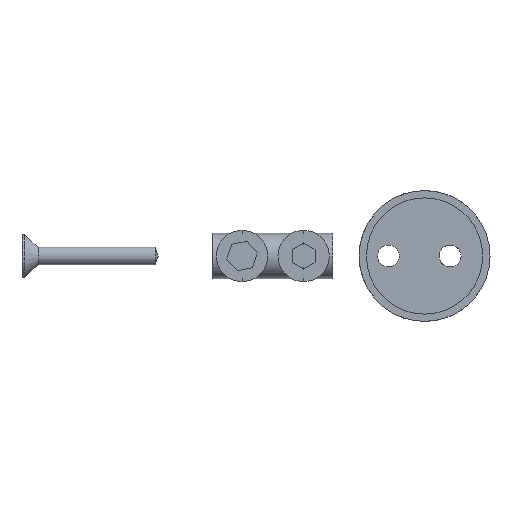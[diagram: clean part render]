
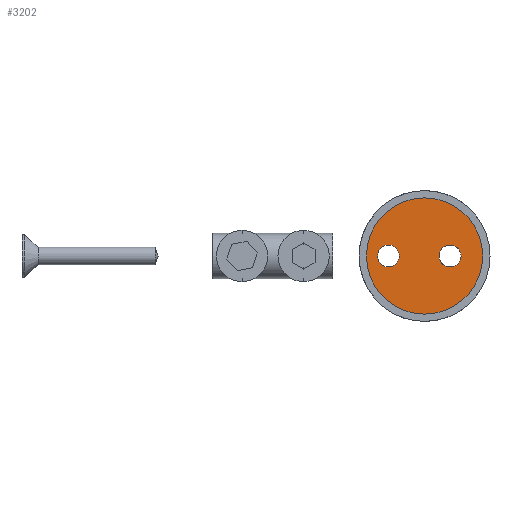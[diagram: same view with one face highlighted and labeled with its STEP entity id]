
A CAD part, front view. The second image highlights one B-rep face of the part: STEP entity #3202.
In plain terms, the highlighted planar face has unit normal (0, -1, 0).
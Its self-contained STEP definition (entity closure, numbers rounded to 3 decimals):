
#58 = EDGE_CURVE ( 'NONE', #13478, #2675, #1006, .T. ) ;
#425 = CIRCLE ( 'NONE', #6553, 3. ) ;
#449 = FACE_OUTER_BOUND ( 'NONE', #6367, .T. ) ;
#485 = CARTESIAN_POINT ( 'NONE',  ( -15.85, 7.524, 0. ) ) ;
#1006 = CIRCLE ( 'NONE', #7359, 3. ) ;
#1118 = CIRCLE ( 'NONE', #10165, 3. ) ;
#1134 = EDGE_CURVE ( 'NONE', #5907, #11687, #2989, .T. ) ;
#1284 = VERTEX_POINT ( 'NONE', #8061 ) ;
#1336 = VERTEX_POINT ( 'NONE', #1882 ) ;
#1515 = DIRECTION ( 'NONE',  ( 0., 1., 0. ) ) ;
#1882 = CARTESIAN_POINT ( 'NONE',  ( 9.95, 7.524, 0. ) ) ;
#1995 = EDGE_LOOP ( 'NONE', ( #8418, #5351 ) ) ;
#2419 = EDGE_CURVE ( 'NONE', #1336, #1284, #12811, .T. ) ;
#2589 = CARTESIAN_POINT ( 'NONE',  ( 0., 7.524, 0. ) ) ;
#2675 = VERTEX_POINT ( 'NONE', #7593 ) ;
#2781 = DIRECTION ( 'NONE',  ( 0., 1., 0. ) ) ;
#2893 = ORIENTED_EDGE ( 'NONE', *, *, #2419, .T. ) ;
#2989 = CIRCLE ( 'NONE', #4795, 15.85 ) ;
#3202 = ADVANCED_FACE ( 'NONE', ( #8264, #9395, #449 ), #12573, .F. ) ;
#3440 = DIRECTION ( 'NONE',  ( -1., 0., 0. ) ) ;
#3532 = CARTESIAN_POINT ( 'NONE',  ( -9.85, 7.524, 0. ) ) ;
#3696 = CARTESIAN_POINT ( 'NONE',  ( 6.95, 7.524, 0. ) ) ;
#4795 = AXIS2_PLACEMENT_3D ( 'NONE', #9762, #9896, #5506 ) ;
#4805 = DIRECTION ( 'NONE',  ( -1., 0., 0. ) ) ;
#5285 = CARTESIAN_POINT ( 'NONE',  ( -12.85, 7.524, 0. ) ) ;
#5351 = ORIENTED_EDGE ( 'NONE', *, *, #58, .T. ) ;
#5506 = DIRECTION ( 'NONE',  ( -1., 0., 0. ) ) ;
#5896 = CIRCLE ( 'NONE', #12681, 15.85 ) ;
#5907 = VERTEX_POINT ( 'NONE', #8828 ) ;
#5957 = EDGE_CURVE ( 'NONE', #1284, #1336, #425, .T. ) ;
#6029 = AXIS2_PLACEMENT_3D ( 'NONE', #2589, #1515, #10306 ) ;
#6041 = CARTESIAN_POINT ( 'NONE',  ( 6.95, 7.524, 0. ) ) ;
#6185 = ORIENTED_EDGE ( 'NONE', *, *, #1134, .F. ) ;
#6367 = EDGE_LOOP ( 'NONE', ( #9671, #6185 ) ) ;
#6553 = AXIS2_PLACEMENT_3D ( 'NONE', #3696, #12332, #3440 ) ;
#6818 = EDGE_CURVE ( 'NONE', #2675, #13478, #1118, .T. ) ;
#6931 = DIRECTION ( 'NONE',  ( -1., 0., 0. ) ) ;
#7359 = AXIS2_PLACEMENT_3D ( 'NONE', #9217, #8228, #8016 ) ;
#7593 = CARTESIAN_POINT ( 'NONE',  ( -6.85, 7.524, 0. ) ) ;
#7607 = AXIS2_PLACEMENT_3D ( 'NONE', #6041, #2781, #10286 ) ;
#8006 = DIRECTION ( 'NONE',  ( 0., 1., 0. ) ) ;
#8016 = DIRECTION ( 'NONE',  ( -1., 0., 0. ) ) ;
#8061 = CARTESIAN_POINT ( 'NONE',  ( 3.95, 7.524, 0. ) ) ;
#8228 = DIRECTION ( 'NONE',  ( 0., 1., 0. ) ) ;
#8264 = FACE_BOUND ( 'NONE', #1995, .T. ) ;
#8372 = EDGE_CURVE ( 'NONE', #11687, #5907, #5896, .T. ) ;
#8418 = ORIENTED_EDGE ( 'NONE', *, *, #6818, .T. ) ;
#8828 = CARTESIAN_POINT ( 'NONE',  ( 15.85, 7.524, 0. ) ) ;
#9217 = CARTESIAN_POINT ( 'NONE',  ( -9.85, 7.524, 0. ) ) ;
#9395 = FACE_BOUND ( 'NONE', #11618, .T. ) ;
#9671 = ORIENTED_EDGE ( 'NONE', *, *, #8372, .F. ) ;
#9762 = CARTESIAN_POINT ( 'NONE',  ( 0., 7.524, 0. ) ) ;
#9896 = DIRECTION ( 'NONE',  ( 0., 1., 0. ) ) ;
#10165 = AXIS2_PLACEMENT_3D ( 'NONE', #3532, #11308, #6931 ) ;
#10286 = DIRECTION ( 'NONE',  ( -1., 0., 0. ) ) ;
#10306 = DIRECTION ( 'NONE',  ( -1., 0., 0. ) ) ;
#10470 = CARTESIAN_POINT ( 'NONE',  ( 0., 7.524, 0. ) ) ;
#11308 = DIRECTION ( 'NONE',  ( 0., 1., 0. ) ) ;
#11618 = EDGE_LOOP ( 'NONE', ( #2893, #13626 ) ) ;
#11687 = VERTEX_POINT ( 'NONE', #485 ) ;
#12332 = DIRECTION ( 'NONE',  ( 0., 1., 0. ) ) ;
#12573 = PLANE ( 'NONE',  #6029 ) ;
#12681 = AXIS2_PLACEMENT_3D ( 'NONE', #10470, #8006, #4805 ) ;
#12811 = CIRCLE ( 'NONE', #7607, 3. ) ;
#13478 = VERTEX_POINT ( 'NONE', #5285 ) ;
#13626 = ORIENTED_EDGE ( 'NONE', *, *, #5957, .T. ) ;
